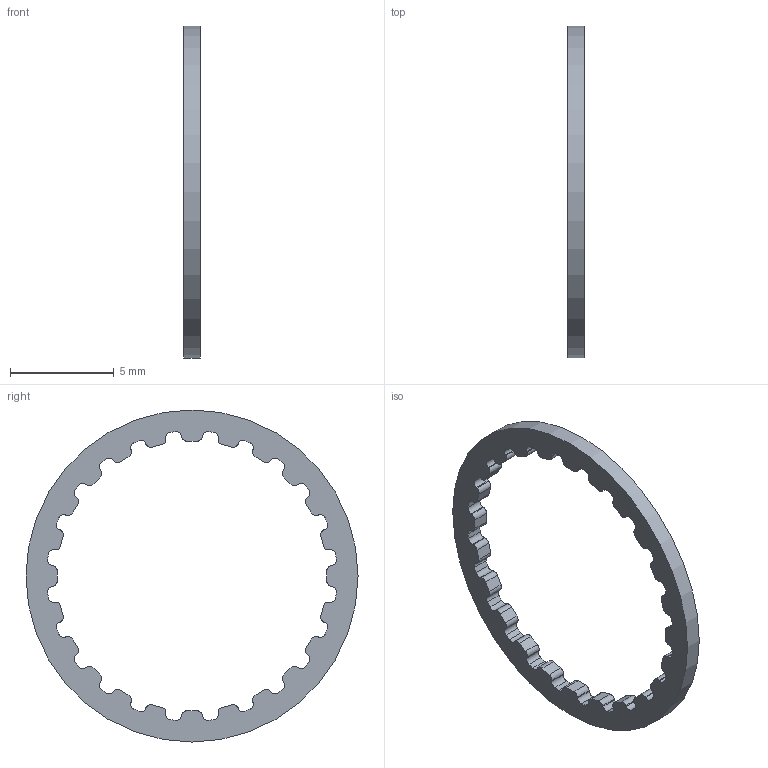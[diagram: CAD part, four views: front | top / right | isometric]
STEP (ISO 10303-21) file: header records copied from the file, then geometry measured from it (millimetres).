
FILE_DESCRIPTION(/* description */ (''),/* implementation_level */ '2;1');
FILE_NAME(/* name */ 'TROMPETER_CBBJR79A_part3.stp',/* time_stamp */ '2016-09-16T14:41:40+02:00',/* author */ ('bcivel'),/* organization */ (''),/* preprocessor_version */ 'ST-DEVELOPER v16.1',/* originating_system */ 'AutoCAD Mechanical',/* authorisation */ ', , ');
FILE_SCHEMA (('AUTOMOTIVE_DESIGN { 1 0 10303 214 3 1 1 }'));
Length unit declared in the file: millimetre
Products named in the file (1): Product
Bounding box: 0.8 x 16 x 16 mm (x, y, z)
Volume: 47.3 mm3; surface area: 206.2 mm2
Topology: 1 solids, 1 shells, 195 faces, 579 edges, 386 vertices
Faces by surface type: cylinder 121, plane 74
Full cylindrical faces by diameter (mm): 16 x1
Entity records: 6666 total; most frequent: DIRECTION 1212, CARTESIAN_POINT 1160, ORIENTED_EDGE 1156, EDGE_CURVE 578, AXIS2_PLACEMENT_3D 438, VERTEX_POINT 386, LINE 336, VECTOR 336
